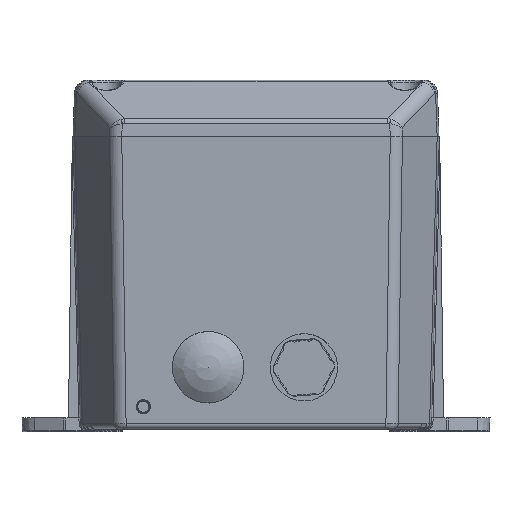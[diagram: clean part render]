
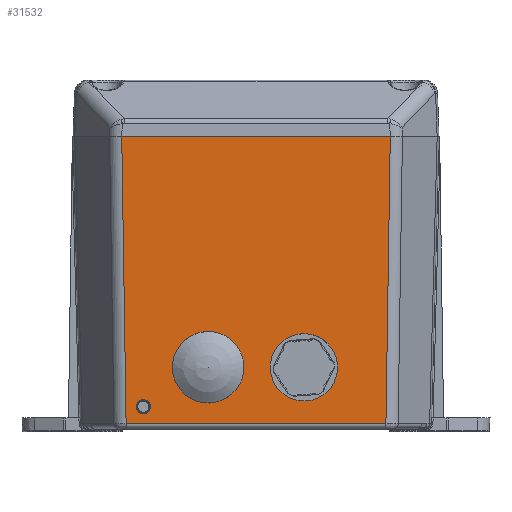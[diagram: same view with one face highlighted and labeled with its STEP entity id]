
A CAD part, front view. The second image highlights one B-rep face of the part: STEP entity #31532.
In plain terms, the highlighted planar face has unit normal (0, -1, -0.026).
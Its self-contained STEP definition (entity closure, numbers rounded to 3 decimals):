
#21 = LINE ( 'NONE', #23237, #8780 ) ;
#2032 = CARTESIAN_POINT ( 'NONE',  ( -47.68, -90., 0. ) ) ;
#2204 = CARTESIAN_POINT ( 'NONE',  ( -36., -87.539, -94. ) ) ;
#2267 = AXIS2_PLACEMENT_3D ( 'NONE', #13920, #49087, #45770 ) ;
#2930 = VERTEX_POINT ( 'NONE', #10581 ) ;
#3213 = ORIENTED_EDGE ( 'NONE', *, *, #45915, .F. ) ;
#5104 = CARTESIAN_POINT ( 'NONE',  ( -50.566, -87.328, -102.052 ) ) ;
#5577 = EDGE_LOOP ( 'NONE', ( #49647 ) ) ;
#6111 = EDGE_LOOP ( 'NONE', ( #3213 ) ) ;
#6522 = CARTESIAN_POINT ( 'NONE',  ( 17., -87.853, -82.008 ) ) ;
#7935 = EDGE_LOOP ( 'NONE', ( #33496 ) ) ;
#7941 = DIRECTION ( 'NONE',  ( 0.015, 0.026, -1. ) ) ;
#8780 = VECTOR ( 'NONE', #7941, 1000. ) ;
#8996 = VECTOR ( 'NONE', #32372, 1000. ) ;
#10581 = CARTESIAN_POINT ( 'NONE',  ( 17., -87.61, -91.254 ) ) ;
#11676 = CARTESIAN_POINT ( 'NONE',  ( -17., -87.853, -82.008 ) ) ;
#13920 = CARTESIAN_POINT ( 'NONE',  ( -50.566, -90., 0. ) ) ;
#13933 = CARTESIAN_POINT ( 'NONE',  ( -40., -87.434, -98. ) ) ;
#14437 = ORIENTED_EDGE ( 'NONE', *, *, #29845, .T. ) ;
#14450 = EDGE_LOOP ( 'NONE', ( #29354, #14437, #47464, #19353 ) ) ;
#14682 = PLANE ( 'NONE',  #2267 ) ;
#14803 = CARTESIAN_POINT ( 'NONE',  ( 46.138, -87.328, -102.052 ) ) ;
#18492 = DIRECTION ( 'NONE',  ( 0., -1., -0.026 ) ) ;
#18500 = FACE_BOUND ( 'NONE', #6111, .T. ) ;
#18622 = EDGE_CURVE ( 'NONE', #47934, #40018, #37829, .T. ) ;
#19353 = ORIENTED_EDGE ( 'NONE', *, *, #20329, .F. ) ;
#19619 = CARTESIAN_POINT ( 'NONE',  ( 47.68, -90., 0. ) ) ;
#20329 = EDGE_CURVE ( 'NONE', #38826, #40018, #41442, .T. ) ;
#21815 = VERTEX_POINT ( 'NONE', #26378 ) ;
#23237 = CARTESIAN_POINT ( 'NONE',  ( -47.681, -90.001, 0.044 ) ) ;
#23878 =( BOUNDED_CURVE ( )  B_SPLINE_CURVE ( 3, ( #29236, #44774, #2204, #33307, #48848, #39963, #13933 ),
 .UNSPECIFIED., .T., .T. ) 
 B_SPLINE_CURVE_WITH_KNOTS ( ( 4, 3, 4 ),
 ( 0., 3.142, 6.283 ),
 .UNSPECIFIED. ) 
 CURVE ( )  GEOMETRIC_REPRESENTATION_ITEM ( )  RATIONAL_B_SPLINE_CURVE ( ( 1., 0.333, 0.333, 1., 0.333, 0.333, 1. ) ) 
 REPRESENTATION_ITEM ( '' )  );
#24153 = DIRECTION ( 'NONE',  ( 0., -1., -0.026 ) ) ;
#24882 = VECTOR ( 'NONE', #50083, 1000. ) ;
#26378 = CARTESIAN_POINT ( 'NONE',  ( -40., -87.434, -98. ) ) ;
#28033 = AXIS2_PLACEMENT_3D ( 'NONE', #6522, #18492, #41943 ) ;
#29048 = LINE ( 'NONE', #5104, #8996 ) ;
#29187 = CARTESIAN_POINT ( 'NONE',  ( 47.658, -89.961, -1.484 ) ) ;
#29236 = CARTESIAN_POINT ( 'NONE',  ( -40., -87.434, -98. ) ) ;
#29354 = ORIENTED_EDGE ( 'NONE', *, *, #48707, .T. ) ;
#29845 = EDGE_CURVE ( 'NONE', #42806, #47934, #29048, .T. ) ;
#31532 = ADVANCED_FACE ( 'NONE', ( #18500, #33294, #48836, #34036 ), #14682, .T. ) ;
#32372 = DIRECTION ( 'NONE',  ( 1., 0., 0. ) ) ;
#33294 = FACE_BOUND ( 'NONE', #5577, .T. ) ;
#33307 = CARTESIAN_POINT ( 'NONE',  ( -40., -87.539, -94. ) ) ;
#33496 = ORIENTED_EDGE ( 'NONE', *, *, #38028, .F. ) ;
#34036 = FACE_OUTER_BOUND ( 'NONE', #14450, .T. ) ;
#34906 = AXIS2_PLACEMENT_3D ( 'NONE', #11676, #24153, #43524 ) ;
#36342 = EDGE_CURVE ( 'NONE', #41674, #41674, #40585, .T. ) ;
#37344 = CARTESIAN_POINT ( 'NONE',  ( -17., -87.61, -91.254 ) ) ;
#37829 = LINE ( 'NONE', #29187, #41896 ) ;
#38028 = EDGE_CURVE ( 'NONE', #21815, #21815, #23878, .T. ) ;
#38550 = CARTESIAN_POINT ( 'NONE',  ( -46.138, -87.328, -102.052 ) ) ;
#38826 = VERTEX_POINT ( 'NONE', #2032 ) ;
#39963 = CARTESIAN_POINT ( 'NONE',  ( -44., -87.434, -98. ) ) ;
#40018 = VERTEX_POINT ( 'NONE', #19619 ) ;
#40585 = CIRCLE ( 'NONE', #34906, 9.25 ) ;
#41442 = LINE ( 'NONE', #49339, #24882 ) ;
#41674 = VERTEX_POINT ( 'NONE', #37344 ) ;
#41896 = VECTOR ( 'NONE', #44480, 1000. ) ;
#41943 = DIRECTION ( 'NONE',  ( 0., 0.026, -1. ) ) ;
#42806 = VERTEX_POINT ( 'NONE', #38550 ) ;
#43524 = DIRECTION ( 'NONE',  ( 0., 0.026, -1. ) ) ;
#44480 = DIRECTION ( 'NONE',  ( 0.015, -0.026, 1. ) ) ;
#44774 = CARTESIAN_POINT ( 'NONE',  ( -36., -87.434, -98. ) ) ;
#45770 = DIRECTION ( 'NONE',  ( 0., 0.026, -1. ) ) ;
#45915 = EDGE_CURVE ( 'NONE', #2930, #2930, #49997, .T. ) ;
#47464 = ORIENTED_EDGE ( 'NONE', *, *, #18622, .T. ) ;
#47934 = VERTEX_POINT ( 'NONE', #14803 ) ;
#48707 = EDGE_CURVE ( 'NONE', #38826, #42806, #21, .T. ) ;
#48836 = FACE_BOUND ( 'NONE', #7935, .T. ) ;
#48848 = CARTESIAN_POINT ( 'NONE',  ( -44., -87.539, -94. ) ) ;
#49087 = DIRECTION ( 'NONE',  ( 0., -1., -0.026 ) ) ;
#49339 = CARTESIAN_POINT ( 'NONE',  ( -50.566, -90., 0. ) ) ;
#49647 = ORIENTED_EDGE ( 'NONE', *, *, #36342, .F. ) ;
#49997 = CIRCLE ( 'NONE', #28033, 9.25 ) ;
#50083 = DIRECTION ( 'NONE',  ( 1., 0., 0. ) ) ;
